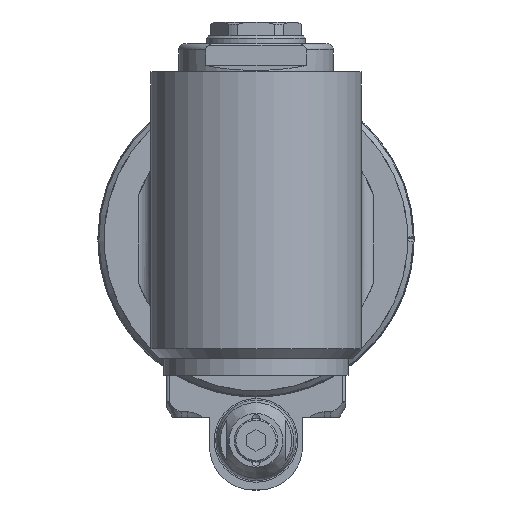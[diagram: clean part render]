
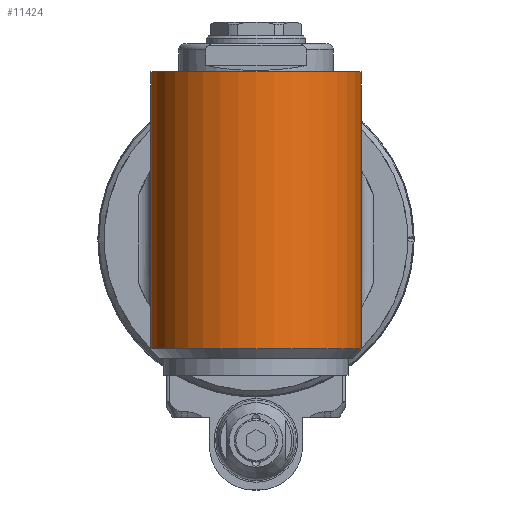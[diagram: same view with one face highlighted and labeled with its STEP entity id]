
A CAD part, front view. The second image highlights one B-rep face of the part: STEP entity #11424.
In plain terms, the highlighted cylindrical face has radius 34 mm (diameter 68 mm), a full revolution.
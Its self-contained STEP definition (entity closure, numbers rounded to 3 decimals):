
#567=LINE('',#17462,#1341);
#568=LINE('',#17465,#1342);
#569=LINE('',#17468,#1343);
#1341=VECTOR('',#13732,82.5);
#1342=VECTOR('',#13735,34.);
#1343=VECTOR('',#13738,82.5);
#2115=CYLINDRICAL_SURFACE('',#12244,34.);
#2452=FACE_OUTER_BOUND('',#3192,.T.);
#3192=EDGE_LOOP('',(#7661,#7662,#7663,#7664,#7665,#7666,#7667,#7668));
#4060=CIRCLE('',#12242,34.);
#4062=CIRCLE('',#12245,34.);
#4063=CIRCLE('',#12246,34.);
#4064=CIRCLE('',#12247,34.);
#4779=VERTEX_POINT('',#17453);
#4781=VERTEX_POINT('',#17458);
#4782=VERTEX_POINT('',#17459);
#4783=VERTEX_POINT('',#17461);
#4784=VERTEX_POINT('',#17463);
#4785=VERTEX_POINT('',#17466);
#5922=EDGE_CURVE('',#4779,#4779,#4060,.T.);
#5924=EDGE_CURVE('',#4781,#4782,#4062,.T.);
#5925=EDGE_CURVE('',#4781,#4783,#567,.T.);
#5926=EDGE_CURVE('',#4784,#4783,#4063,.T.);
#5927=EDGE_CURVE('',#4784,#4779,#568,.T.);
#5928=EDGE_CURVE('',#4785,#4784,#4064,.T.);
#5929=EDGE_CURVE('',#4782,#4785,#569,.T.);
#7661=ORIENTED_EDGE('',*,*,#5924,.F.);
#7662=ORIENTED_EDGE('',*,*,#5925,.T.);
#7663=ORIENTED_EDGE('',*,*,#5926,.F.);
#7664=ORIENTED_EDGE('',*,*,#5927,.T.);
#7665=ORIENTED_EDGE('',*,*,#5922,.F.);
#7666=ORIENTED_EDGE('',*,*,#5927,.F.);
#7667=ORIENTED_EDGE('',*,*,#5928,.F.);
#7668=ORIENTED_EDGE('',*,*,#5929,.F.);
#11424=ADVANCED_FACE('',(#2452),#2115,.T.);
#12242=AXIS2_PLACEMENT_3D('',#17454,#13724,#13725);
#12244=AXIS2_PLACEMENT_3D('',#17457,#13728,#13729);
#12245=AXIS2_PLACEMENT_3D('',#17460,#13730,#13731);
#12246=AXIS2_PLACEMENT_3D('',#17464,#13733,#13734);
#12247=AXIS2_PLACEMENT_3D('',#17467,#13736,#13737);
#13724=DIRECTION('center_axis',(1.,0.,0.));
#13725=DIRECTION('ref_axis',(0.,1.,0.));
#13728=DIRECTION('center_axis',(-1.,0.,0.));
#13729=DIRECTION('ref_axis',(0.,1.,0.));
#13730=DIRECTION('center_axis',(-1.,0.,0.));
#13731=DIRECTION('ref_axis',(0.,0.,1.));
#13732=DIRECTION('',(-1.,0.,0.));
#13733=DIRECTION('center_axis',(-1.,0.,0.));
#13734=DIRECTION('ref_axis',(0.,0.,-1.));
#13735=DIRECTION('',(1.,0.,0.));
#13736=DIRECTION('center_axis',(-1.,0.,0.));
#13737=DIRECTION('ref_axis',(0.,0.,-1.));
#13738=DIRECTION('',(-1.,0.,0.));
#17453=CARTESIAN_POINT('',(43.16,-57.,0.));
#17454=CARTESIAN_POINT('Origin',(43.16,-23.,0.));
#17457=CARTESIAN_POINT('Origin',(0.,-23.,0.));
#17458=CARTESIAN_POINT('',(36.16,-23.,34.));
#17459=CARTESIAN_POINT('',(36.16,-23.,-34.));
#17460=CARTESIAN_POINT('Origin',(36.16,-23.,0.));
#17461=CARTESIAN_POINT('',(-46.34,-23.,34.));
#17462=CARTESIAN_POINT('',(36.16,-23.,34.));
#17463=CARTESIAN_POINT('',(-46.34,-57.,0.));
#17464=CARTESIAN_POINT('Origin',(-46.34,-23.,0.));
#17465=CARTESIAN_POINT('',(0.,-57.,0.));
#17466=CARTESIAN_POINT('',(-46.34,-23.,-34.));
#17467=CARTESIAN_POINT('Origin',(-46.34,-23.,0.));
#17468=CARTESIAN_POINT('',(36.16,-23.,-34.));
